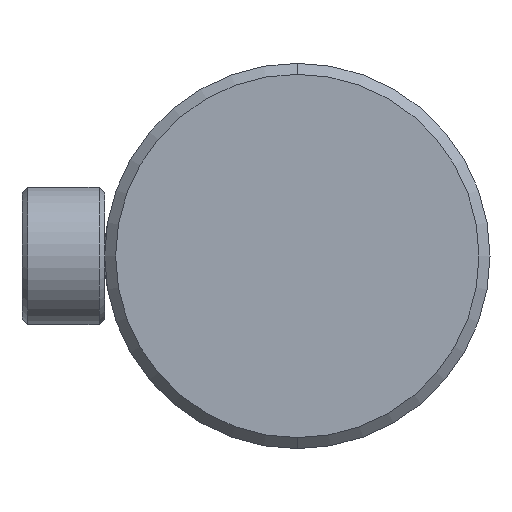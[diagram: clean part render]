
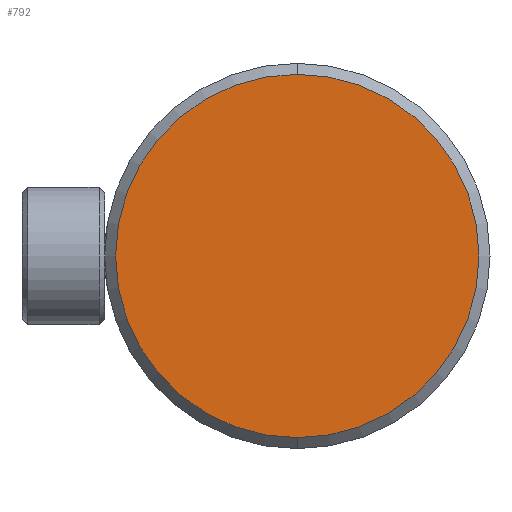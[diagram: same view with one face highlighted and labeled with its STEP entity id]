
A CAD part, left-side view. The second image highlights one B-rep face of the part: STEP entity #792.
In plain terms, the highlighted planar face has unit normal (-1, 0, 0).
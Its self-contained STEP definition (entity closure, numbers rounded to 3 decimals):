
#16 = CARTESIAN_POINT ( 'NONE',  ( -13., 0., -33. ) ) ;
#58 = EDGE_CURVE ( 'NONE', #2195, #115, #2076, .T. ) ;
#101 = CIRCLE ( 'NONE', #2406, 33. ) ;
#115 = VERTEX_POINT ( 'NONE', #1274 ) ;
#238 = DIRECTION ( 'NONE',  ( -1., 0., 0. ) ) ;
#292 = ORIENTED_EDGE ( 'NONE', *, *, #1231, .T. ) ;
#471 = CARTESIAN_POINT ( 'NONE',  ( -13., 0., 0. ) ) ;
#648 = PLANE ( 'NONE',  #677 ) ;
#649 = CARTESIAN_POINT ( 'NONE',  ( -13., 0., 0. ) ) ;
#677 = AXIS2_PLACEMENT_3D ( 'NONE', #876, #2296, #892 ) ;
#792 = ADVANCED_FACE ( 'NONE', ( #1741 ), #648, .F. ) ;
#876 = CARTESIAN_POINT ( 'NONE',  ( -13., 0., 0. ) ) ;
#892 = DIRECTION ( 'NONE',  ( 0., 0., -1. ) ) ;
#1027 = ORIENTED_EDGE ( 'NONE', *, *, #58, .T. ) ;
#1231 = EDGE_CURVE ( 'NONE', #115, #2195, #101, .T. ) ;
#1274 = CARTESIAN_POINT ( 'NONE',  ( -13., 0., 33. ) ) ;
#1501 = AXIS2_PLACEMENT_3D ( 'NONE', #471, #238, #1664 ) ;
#1599 = DIRECTION ( 'NONE',  ( 0., 0., 1. ) ) ;
#1664 = DIRECTION ( 'NONE',  ( 0., 0., 1. ) ) ;
#1741 = FACE_OUTER_BOUND ( 'NONE', #1796, .T. ) ;
#1796 = EDGE_LOOP ( 'NONE', ( #1027, #292 ) ) ;
#1832 = DIRECTION ( 'NONE',  ( -1., 0., 0. ) ) ;
#2076 = CIRCLE ( 'NONE', #1501, 33. ) ;
#2195 = VERTEX_POINT ( 'NONE', #16 ) ;
#2296 = DIRECTION ( 'NONE',  ( 1., 0., 0. ) ) ;
#2406 = AXIS2_PLACEMENT_3D ( 'NONE', #649, #1832, #1599 ) ;
